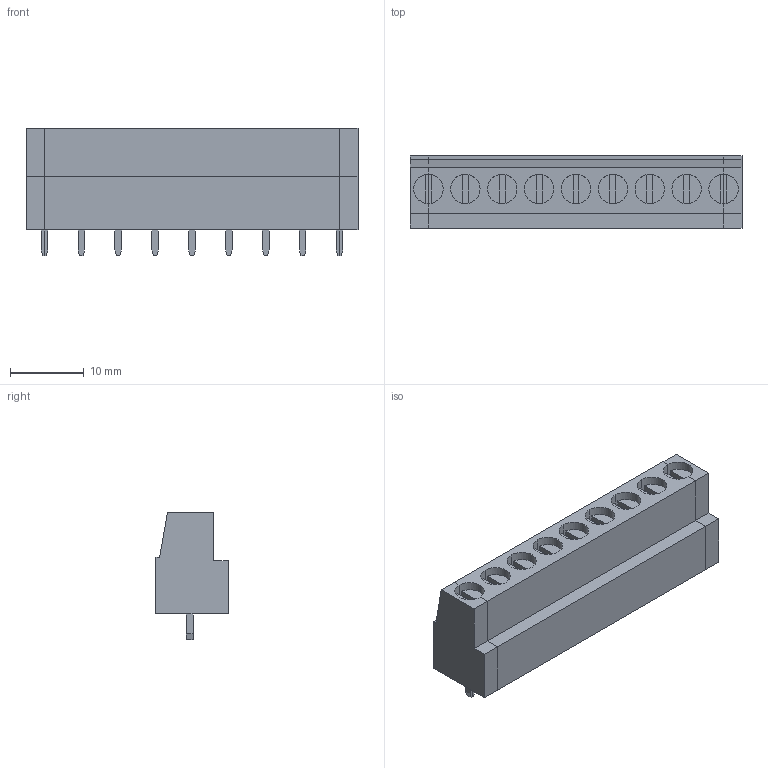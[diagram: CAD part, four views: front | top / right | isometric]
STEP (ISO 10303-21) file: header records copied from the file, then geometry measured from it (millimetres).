
FILE_DESCRIPTION(('STEP AP242'),'1');
FILE_NAME('691242710009.stp','2022-09-30T08:25:25',('TraceParts'),('TraceParts S.A.'),'Spatial InterOp 3D',' ',' ');
FILE_SCHEMA(('AP242_MANAGED_MODEL_BASED_3D_ENGINEERING_MIM_LF {1 0 10303 442 1 1 4}'));
Length unit declared in the file: millimetre
Products named in the file (1): 691242710009_1
Bounding box: 45 x 9.8 x 17.3 mm (x, y, z)
Volume: 4526.6 mm3; surface area: 3694 mm2
Topology: 3 solids, 3 shells, 352 faces, 918 edges, 600 vertices
Faces by surface type: plane 332, cylinder 20
Entity records: 13430 total; most frequent: CARTESIAN_POINT 1873, ORIENTED_EDGE 1836, DIRECTION 1704, EDGE_CURVE 918, LINE 842, VECTOR 842, VERTEX_POINT 600, AXIS2_PLACEMENT_3D 431
